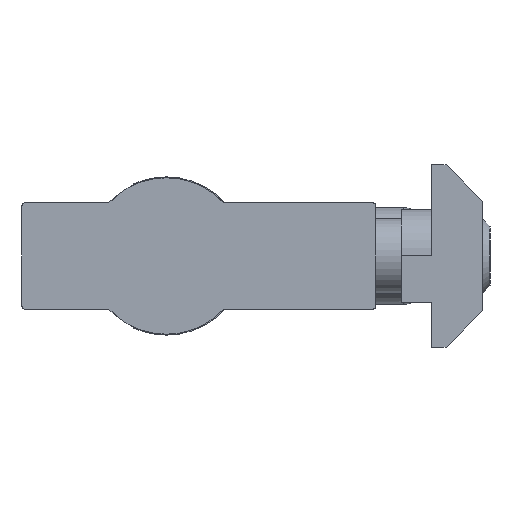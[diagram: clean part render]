
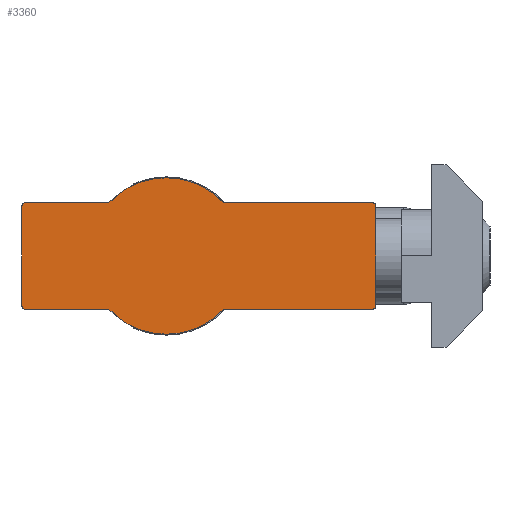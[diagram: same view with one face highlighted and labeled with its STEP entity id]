
A CAD part, left-side view. The second image highlights one B-rep face of the part: STEP entity #3360.
In plain terms, the highlighted planar face has unit normal (-1, 0, 0).
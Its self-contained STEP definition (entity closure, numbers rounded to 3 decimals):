
#87 = ORIENTED_EDGE ( 'NONE', *, *, #1340, .F. ) ;
#149 = LINE ( 'NONE', #2636, #1289 ) ;
#197 = AXIS2_PLACEMENT_3D ( 'NONE', #743, #3503, #4256 ) ;
#207 = DIRECTION ( 'NONE',  ( 0., 1., 0. ) ) ;
#216 = EDGE_CURVE ( 'NONE', #2895, #1343, #3638, .T. ) ;
#240 = CIRCLE ( 'NONE', #1292, 8.4 ) ;
#503 = AXIS2_PLACEMENT_3D ( 'NONE', #3051, #1317, #579 ) ;
#522 = VECTOR ( 'NONE', #3648, 1000. ) ;
#523 = CARTESIAN_POINT ( 'NONE',  ( -30., 15., -4.7 ) ) ;
#579 = DIRECTION ( 'NONE',  ( 0., 0., 1. ) ) ;
#604 = DIRECTION ( 'NONE',  ( 0., -1., 0. ) ) ;
#646 = VERTEX_POINT ( 'NONE', #1628 ) ;
#683 = CARTESIAN_POINT ( 'NONE',  ( -30., -6.67, 5.7 ) ) ;
#743 = CARTESIAN_POINT ( 'NONE',  ( -30., 4.4, 0. ) ) ;
#864 = VECTOR ( 'NONE', #207, 1000. ) ;
#871 = CIRCLE ( 'NONE', #503, 0.3 ) ;
#972 = DIRECTION ( 'NONE',  ( 0., 0., -1. ) ) ;
#1009 = ORIENTED_EDGE ( 'NONE', *, *, #216, .F. ) ;
#1094 = CARTESIAN_POINT ( 'NONE',  ( -30., -0.5, 0. ) ) ;
#1153 = VERTEX_POINT ( 'NONE', #3342 ) ;
#1192 = EDGE_CURVE ( 'NONE', #2627, #1153, #2316, .T. ) ;
#1194 = CARTESIAN_POINT ( 'NONE',  ( -30., 5.67, -5.7 ) ) ;
#1245 = ORIENTED_EDGE ( 'NONE', *, *, #1521, .F. ) ;
#1259 = CARTESIAN_POINT ( 'NONE',  ( -30., 5.67, -5.7 ) ) ;
#1289 = VECTOR ( 'NONE', #2967, 1000. ) ;
#1292 = AXIS2_PLACEMENT_3D ( 'NONE', #1094, #1809, #1843 ) ;
#1317 = DIRECTION ( 'NONE',  ( 1., 0., 0. ) ) ;
#1340 = EDGE_CURVE ( 'NONE', #1853, #646, #871, .T. ) ;
#1343 = VERTEX_POINT ( 'NONE', #1259 ) ;
#1442 = VERTEX_POINT ( 'NONE', #1759 ) ;
#1450 = ORIENTED_EDGE ( 'NONE', *, *, #3816, .F. ) ;
#1498 = AXIS2_PLACEMENT_3D ( 'NONE', #3849, #1703, #3823 ) ;
#1499 = CIRCLE ( 'NONE', #1498, 0.3 ) ;
#1502 = ORIENTED_EDGE ( 'NONE', *, *, #2532, .F. ) ;
#1506 = DIRECTION ( 'NONE',  ( 1., 0., 0. ) ) ;
#1521 = EDGE_CURVE ( 'NONE', #1979, #2170, #1499, .T. ) ;
#1628 = CARTESIAN_POINT ( 'NONE',  ( -30., -23., 5.4 ) ) ;
#1681 = CARTESIAN_POINT ( 'NONE',  ( -30., -0.5, 0. ) ) ;
#1703 = DIRECTION ( 'NONE',  ( 1., 0., 0. ) ) ;
#1759 = CARTESIAN_POINT ( 'NONE',  ( -30., 15., 5.4 ) ) ;
#1768 = AXIS2_PLACEMENT_3D ( 'NONE', #4273, #1824, #2499 ) ;
#1803 = ORIENTED_EDGE ( 'NONE', *, *, #3493, .F. ) ;
#1809 = DIRECTION ( 'NONE',  ( 1., 0., 0. ) ) ;
#1824 = DIRECTION ( 'NONE',  ( 1., 0., 0. ) ) ;
#1831 = CARTESIAN_POINT ( 'NONE',  ( -30., -23., -5.4 ) ) ;
#1843 = DIRECTION ( 'NONE',  ( 0., 0., -1. ) ) ;
#1853 = VERTEX_POINT ( 'NONE', #3067 ) ;
#1930 = LINE ( 'NONE', #2688, #3109 ) ;
#1979 = VERTEX_POINT ( 'NONE', #1831 ) ;
#2064 = DIRECTION ( 'NONE',  ( 0., 0., -1. ) ) ;
#2119 = VERTEX_POINT ( 'NONE', #4338 ) ;
#2170 = VERTEX_POINT ( 'NONE', #3683 ) ;
#2186 = CARTESIAN_POINT ( 'NONE',  ( -30., -0.5, 0. ) ) ;
#2258 = CARTESIAN_POINT ( 'NONE',  ( -30., 5.67, 5.7 ) ) ;
#2316 = CIRCLE ( 'NONE', #3355, 0.3 ) ;
#2329 = VERTEX_POINT ( 'NONE', #3828 ) ;
#2389 = VERTEX_POINT ( 'NONE', #683 ) ;
#2468 = EDGE_CURVE ( 'NONE', #3605, #2389, #240, .T. ) ;
#2497 = LINE ( 'NONE', #523, #522 ) ;
#2499 = DIRECTION ( 'NONE',  ( 0., 0., 1. ) ) ;
#2532 = EDGE_CURVE ( 'NONE', #1442, #2329, #3334, .T. ) ;
#2543 = FACE_OUTER_BOUND ( 'NONE', #2752, .T. ) ;
#2627 = VERTEX_POINT ( 'NONE', #4009 ) ;
#2636 = CARTESIAN_POINT ( 'NONE',  ( -30., -20.3, -5.7 ) ) ;
#2648 = LINE ( 'NONE', #4164, #4516 ) ;
#2688 = CARTESIAN_POINT ( 'NONE',  ( -30., -23., 4.7 ) ) ;
#2752 = EDGE_LOOP ( 'NONE', ( #4383, #1450, #1009, #1803, #2962, #1245, #3772, #87, #2814, #4495, #3746, #1502, #4375 ) ) ;
#2773 = DIRECTION ( 'NONE',  ( 0., -1., 0. ) ) ;
#2798 = PLANE ( 'NONE',  #197 ) ;
#2814 = ORIENTED_EDGE ( 'NONE', *, *, #4498, .F. ) ;
#2895 = VERTEX_POINT ( 'NONE', #3153 ) ;
#2962 = ORIENTED_EDGE ( 'NONE', *, *, #3688, .F. ) ;
#2967 = DIRECTION ( 'NONE',  ( 0., 1., 0. ) ) ;
#3051 = CARTESIAN_POINT ( 'NONE',  ( -30., -22.7, 5.4 ) ) ;
#3054 = EDGE_CURVE ( 'NONE', #1153, #1442, #2497, .T. ) ;
#3067 = CARTESIAN_POINT ( 'NONE',  ( -30., -22.7, 5.7 ) ) ;
#3109 = VECTOR ( 'NONE', #972, 1000. ) ;
#3153 = CARTESIAN_POINT ( 'NONE',  ( -30., -0.5, -8.4 ) ) ;
#3257 = AXIS2_PLACEMENT_3D ( 'NONE', #1681, #4160, #2064 ) ;
#3277 = VECTOR ( 'NONE', #604, 1000. ) ;
#3334 = CIRCLE ( 'NONE', #1768, 0.3 ) ;
#3342 = CARTESIAN_POINT ( 'NONE',  ( -30., 15., -5.4 ) ) ;
#3355 = AXIS2_PLACEMENT_3D ( 'NONE', #4460, #3376, #3742 ) ;
#3360 = ADVANCED_FACE ( 'NONE', ( #2543 ), #2798, .F. ) ;
#3376 = DIRECTION ( 'NONE',  ( 1., 0., 0. ) ) ;
#3493 = EDGE_CURVE ( 'NONE', #2119, #2895, #4480, .T. ) ;
#3495 = LINE ( 'NONE', #1194, #864 ) ;
#3503 = DIRECTION ( 'NONE',  ( 1., 0., 0. ) ) ;
#3605 = VERTEX_POINT ( 'NONE', #2258 ) ;
#3615 = DIRECTION ( 'NONE',  ( 0., 0., -1. ) ) ;
#3638 = CIRCLE ( 'NONE', #3257, 8.4 ) ;
#3648 = DIRECTION ( 'NONE',  ( 0., 0., 1. ) ) ;
#3683 = CARTESIAN_POINT ( 'NONE',  ( -30., -22.7, -5.7 ) ) ;
#3688 = EDGE_CURVE ( 'NONE', #2170, #2119, #149, .T. ) ;
#3742 = DIRECTION ( 'NONE',  ( 0., 0., 1. ) ) ;
#3746 = ORIENTED_EDGE ( 'NONE', *, *, #4448, .F. ) ;
#3772 = ORIENTED_EDGE ( 'NONE', *, *, #3913, .F. ) ;
#3816 = EDGE_CURVE ( 'NONE', #1343, #2627, #3495, .T. ) ;
#3823 = DIRECTION ( 'NONE',  ( 0., 0., 1. ) ) ;
#3828 = CARTESIAN_POINT ( 'NONE',  ( -30., 14.7, 5.7 ) ) ;
#3849 = CARTESIAN_POINT ( 'NONE',  ( -30., -22.7, -5.4 ) ) ;
#3903 = LINE ( 'NONE', #4518, #3277 ) ;
#3913 = EDGE_CURVE ( 'NONE', #646, #1979, #1930, .T. ) ;
#4009 = CARTESIAN_POINT ( 'NONE',  ( -30., 14.7, -5.7 ) ) ;
#4160 = DIRECTION ( 'NONE',  ( 1., 0., 0. ) ) ;
#4164 = CARTESIAN_POINT ( 'NONE',  ( -30., 6.9, 5.7 ) ) ;
#4256 = DIRECTION ( 'NONE',  ( 0., 0., -1. ) ) ;
#4273 = CARTESIAN_POINT ( 'NONE',  ( -30., 14.7, 5.4 ) ) ;
#4338 = CARTESIAN_POINT ( 'NONE',  ( -30., -6.67, -5.7 ) ) ;
#4375 = ORIENTED_EDGE ( 'NONE', *, *, #3054, .F. ) ;
#4383 = ORIENTED_EDGE ( 'NONE', *, *, #1192, .F. ) ;
#4448 = EDGE_CURVE ( 'NONE', #2329, #3605, #2648, .T. ) ;
#4460 = CARTESIAN_POINT ( 'NONE',  ( -30., 14.7, -5.4 ) ) ;
#4480 = CIRCLE ( 'NONE', #4512, 8.4 ) ;
#4495 = ORIENTED_EDGE ( 'NONE', *, *, #2468, .F. ) ;
#4498 = EDGE_CURVE ( 'NONE', #2389, #1853, #3903, .T. ) ;
#4512 = AXIS2_PLACEMENT_3D ( 'NONE', #2186, #1506, #3615 ) ;
#4516 = VECTOR ( 'NONE', #2773, 1000. ) ;
#4518 = CARTESIAN_POINT ( 'NONE',  ( -30., -6.67, 5.7 ) ) ;
